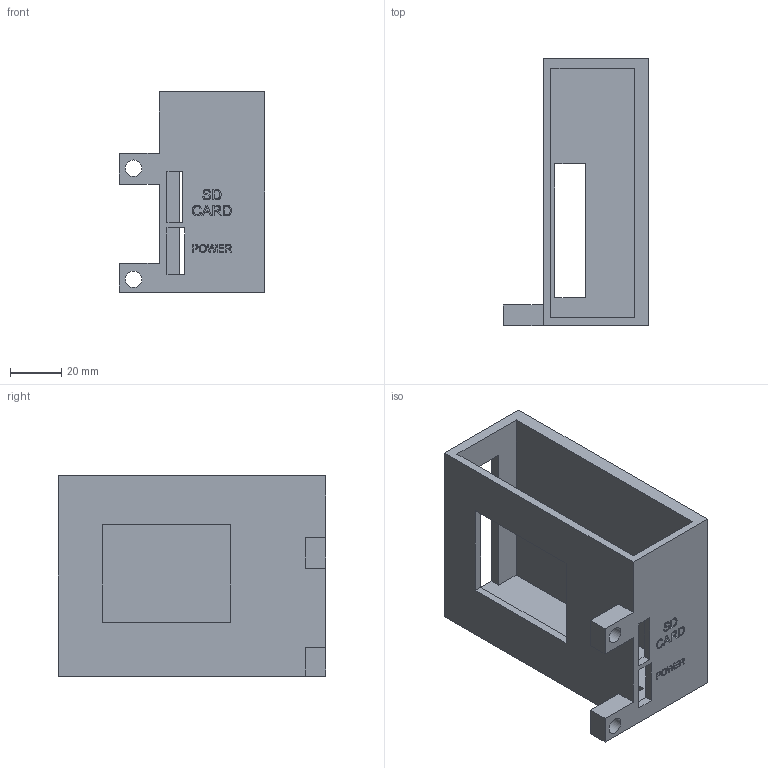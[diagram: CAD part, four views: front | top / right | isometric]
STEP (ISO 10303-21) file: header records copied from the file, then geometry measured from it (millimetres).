
FILE_DESCRIPTION(/* description */ ('','CAx-IF Rec.Pracs.---Representation and Presentation of Product Manufacturing Information (PMI)---4.0---2014-10-13'),/* implementation_level */ '2;1');
FILE_NAME(/* name */ 'pi5_rack_mount.step',/* time_stamp */ '2025-02-04T15:19:31-05:00',/* author */ (''),/* organization */ (''),/* preprocessor_version */ 'ST-DEVELOPER v20',/* originating_system */ 'Autodesk Translation Framework v13.20.0.188',/* authorisation */ '');
FILE_SCHEMA (('AP242_MANAGED_MODEL_BASED_3D_ENGINEERING_MIM_LF { 1 0 10303 442 1 1 4 }'));
Length unit declared in the file: millimetre
Products named in the file (1): (Unsaved)
Bounding box: 56.5 x 104 x 78 mm (x, y, z)
Volume: 88212.3 mm3; surface area: 46161.7 mm2
Topology: 1 solids, 1 shells, 293 faces, 825 edges, 550 vertices
Faces by surface type: bspline 156, plane 135, cylinder 2
Full cylindrical faces by diameter (mm): 6.5 x2
Entity records: 10884 total; most frequent: CARTESIAN_POINT 4321, ORIENTED_EDGE 1650, EDGE_CURVE 825, DIRECTION 793, VERTEX_POINT 550, LINE 509, VECTOR 509, EDGE_LOOP 323
